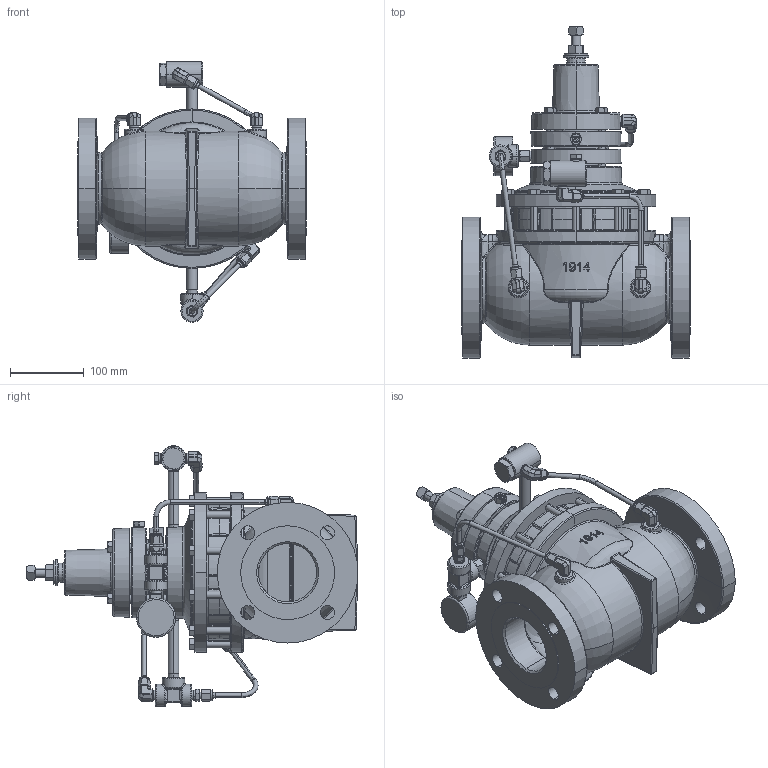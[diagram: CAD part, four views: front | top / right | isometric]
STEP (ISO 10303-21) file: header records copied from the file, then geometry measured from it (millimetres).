
FILE_DESCRIPTION (( 'STEP AP203' ), '1' );
FILE_NAME ('3 INCH 318 FGT PRB-D (AJL).STEP', '2015-04-30T20:38:42', ( 'PCTech' ), ( 'Microsoft' ), 'SwSTEP 2.0', 'SolidWorks 2015', '' );
FILE_SCHEMA (( 'CONFIG_CONTROL_DESIGN' ));
Length unit declared in the file: inch
Products named in the file (1): 3 INCH 318 FGT PRB-D (AJL)
Bounding box: 309.55 x 449.43 x 353.01 mm (x, y, z)
Volume: 7305508.2 mm3; surface area: 665861.1 mm2
Topology: 1 solids, 2 shells, 2758 faces, 6887 edges, 4197 vertices
Faces by surface type: plane 803, bspline 776, cylinder 535, cone 395, torus 205, sphere 44
Entity records: 120419 total; most frequent: CARTESIAN_POINT 61031, ORIENTED_EDGE 13658, DIRECTION 10648, EDGE_CURVE 6829, AXIS2_PLACEMENT_3D 4266, VERTEX_POINT 4195, EDGE_LOOP 2966, ADVANCED_FACE 2758
